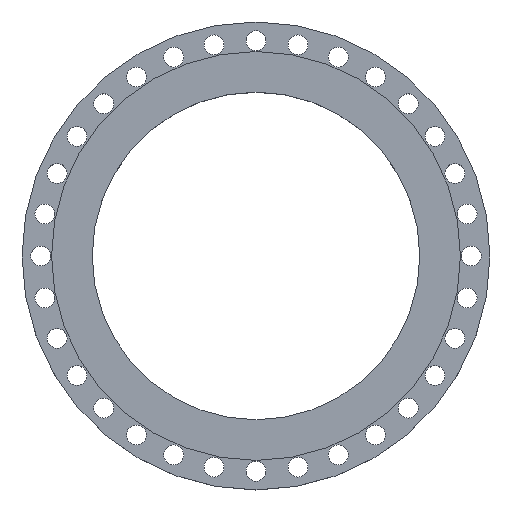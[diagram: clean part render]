
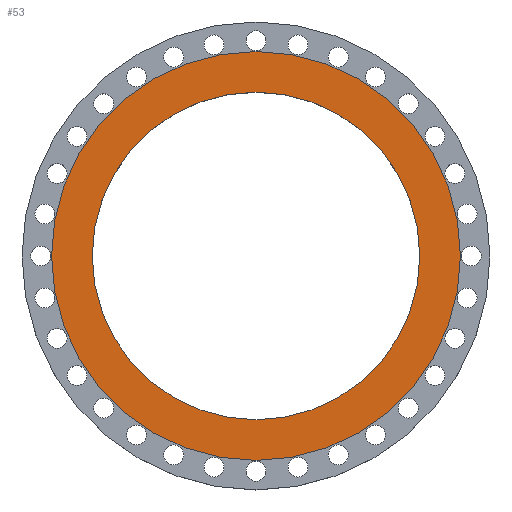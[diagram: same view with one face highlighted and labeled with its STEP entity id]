
A CAD part, top view. The second image highlights one B-rep face of the part: STEP entity #53.
In plain terms, the highlighted planar face has unit normal (0, 0, 1).
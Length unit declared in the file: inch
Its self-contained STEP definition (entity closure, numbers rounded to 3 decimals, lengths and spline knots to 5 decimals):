
#53 = ADVANCED_FACE ( 'NONE', ( #976, #764 ), #1701, .F. ) ;
#94 = AXIS2_PLACEMENT_3D ( 'NONE', #2843, #1310, #2213 ) ;
#278 = VERTEX_POINT ( 'NONE', #862 ) ;
#419 = AXIS2_PLACEMENT_3D ( 'NONE', #1798, #929, #2702 ) ;
#467 = CARTESIAN_POINT ( 'NONE',  ( 21.84375, 0., 0. ) ) ;
#479 = AXIS2_PLACEMENT_3D ( 'NONE', #1216, #500, #2549 ) ;
#500 = DIRECTION ( 'NONE',  ( 0., 0., 1. ) ) ;
#563 = DIRECTION ( 'NONE',  ( -1., 0., 0. ) ) ;
#603 = EDGE_LOOP ( 'NONE', ( #2922, #1830 ) ) ;
#606 = EDGE_CURVE ( 'NONE', #278, #2484, #658, .T. ) ;
#658 = CIRCLE ( 'NONE', #94, 21.84375 ) ;
#715 = AXIS2_PLACEMENT_3D ( 'NONE', #1402, #1055, #2652 ) ;
#764 = FACE_OUTER_BOUND ( 'NONE', #1070, .T. ) ;
#816 = CIRCLE ( 'NONE', #715, 21.84375 ) ;
#862 = CARTESIAN_POINT ( 'NONE',  ( -21.84375, 0., 0. ) ) ;
#864 = EDGE_CURVE ( 'NONE', #873, #1474, #1184, .T. ) ;
#873 = VERTEX_POINT ( 'NONE', #1121 ) ;
#929 = DIRECTION ( 'NONE',  ( 0., 0., 1. ) ) ;
#976 = FACE_BOUND ( 'NONE', #603, .T. ) ;
#1055 = DIRECTION ( 'NONE',  ( 0., 0., 1. ) ) ;
#1070 = EDGE_LOOP ( 'NONE', ( #2866, #2647 ) ) ;
#1121 = CARTESIAN_POINT ( 'NONE',  ( -17.5, 0., 0. ) ) ;
#1184 = CIRCLE ( 'NONE', #419, 17.5 ) ;
#1193 = DIRECTION ( 'NONE',  ( 0., 0., -1. ) ) ;
#1216 = CARTESIAN_POINT ( 'NONE',  ( 0., 0., 0. ) ) ;
#1310 = DIRECTION ( 'NONE',  ( 0., 0., 1. ) ) ;
#1402 = CARTESIAN_POINT ( 'NONE',  ( 0., 0., 0. ) ) ;
#1474 = VERTEX_POINT ( 'NONE', #2584 ) ;
#1678 = CARTESIAN_POINT ( 'NONE',  ( 0., 17.5, 0. ) ) ;
#1701 = PLANE ( 'NONE',  #2082 ) ;
#1766 = CIRCLE ( 'NONE', #479, 17.5 ) ;
#1798 = CARTESIAN_POINT ( 'NONE',  ( 0., 0., 0. ) ) ;
#1830 = ORIENTED_EDGE ( 'NONE', *, *, #864, .F. ) ;
#2082 = AXIS2_PLACEMENT_3D ( 'NONE', #1678, #1193, #563 ) ;
#2213 = DIRECTION ( 'NONE',  ( 1., 0., 0. ) ) ;
#2310 = EDGE_CURVE ( 'NONE', #1474, #873, #1766, .T. ) ;
#2385 = EDGE_CURVE ( 'NONE', #2484, #278, #816, .T. ) ;
#2484 = VERTEX_POINT ( 'NONE', #467 ) ;
#2549 = DIRECTION ( 'NONE',  ( 1., 0., 0. ) ) ;
#2584 = CARTESIAN_POINT ( 'NONE',  ( 17.5, 0., 0. ) ) ;
#2647 = ORIENTED_EDGE ( 'NONE', *, *, #606, .T. ) ;
#2652 = DIRECTION ( 'NONE',  ( 1., 0., 0. ) ) ;
#2702 = DIRECTION ( 'NONE',  ( 1., 0., 0. ) ) ;
#2843 = CARTESIAN_POINT ( 'NONE',  ( 0., 0., 0. ) ) ;
#2866 = ORIENTED_EDGE ( 'NONE', *, *, #2385, .T. ) ;
#2922 = ORIENTED_EDGE ( 'NONE', *, *, #2310, .F. ) ;
